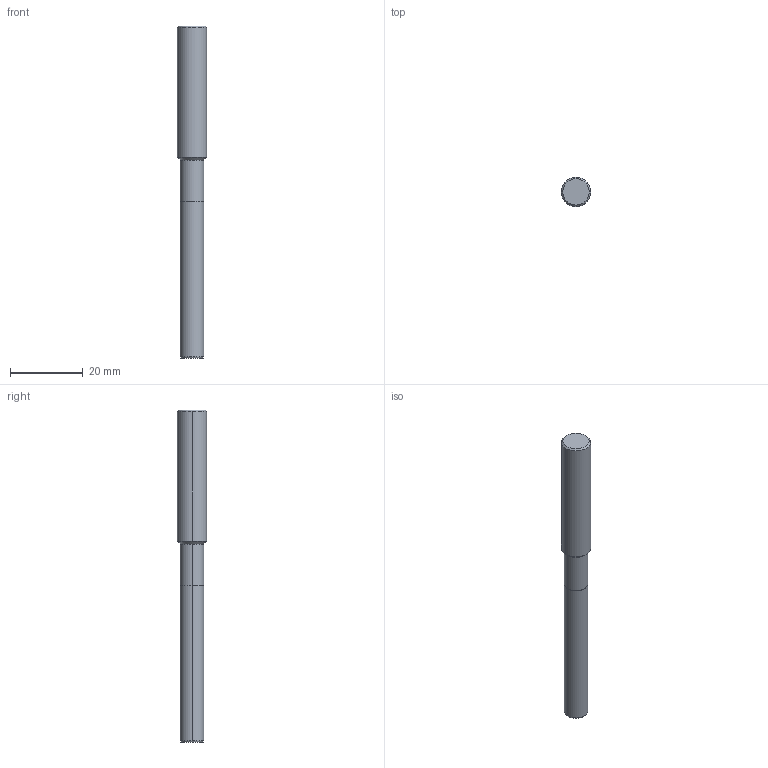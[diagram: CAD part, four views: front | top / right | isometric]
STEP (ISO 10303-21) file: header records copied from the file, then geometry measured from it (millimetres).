
FILE_DESCRIPTION((''),'2;1');
FILE_NAME('607485193-000-00-E43','2020-11-09T14:20:38',('SteckerB'),(''),'CREO PARAMETRIC BY PTC INC, 2019030','CREO PARAMETRIC BY PTC INC, 2019030','');
FILE_SCHEMA(('AP242_MANAGED_MODEL_BASED_3D_ENGINEERING_MIM_LF { 1 0 10303 442 1 1 4 }'));
Length unit declared in the file: millimetre
Products named in the file (1): 607485193-000-00-E43
Bounding box: 8 x 8 x 91 mm (x, y, z)
Volume: 3638.2 mm3; surface area: 4223.9 mm2
Topology: 1 solids, 3 shells, 36 faces, 101 edges, 77 vertices
Faces by surface type: cylinder 16, cone 12, plane 8
Entity records: 1753 total; most frequent: CARTESIAN_POINT 269, DIRECTION 225, ORIENTED_EDGE 136, PRESENTATION_STYLE_ASSIGNMENT 107, STYLED_ITEM 107, CURVE_STYLE 104, AXIS2_PLACEMENT_3D 83, EDGE_CURVE 70
